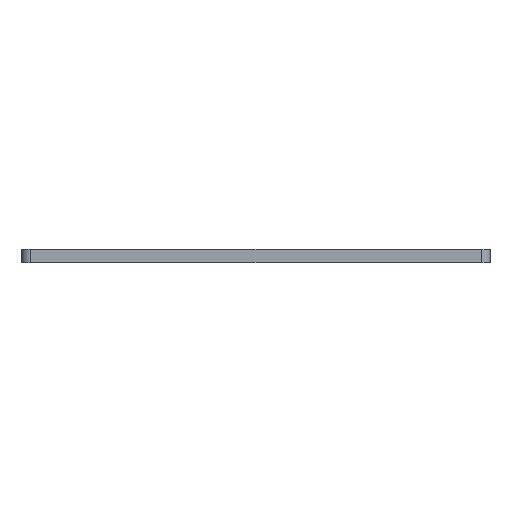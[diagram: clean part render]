
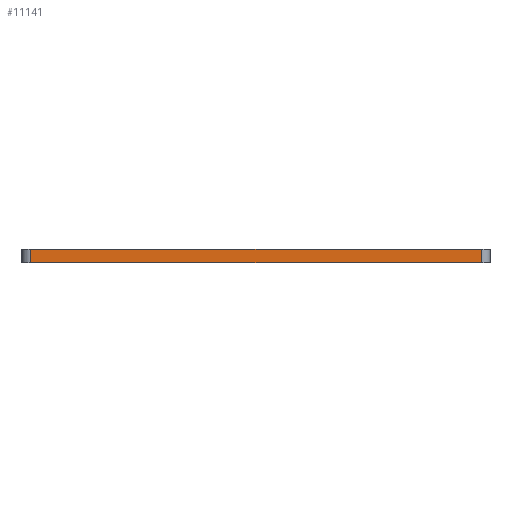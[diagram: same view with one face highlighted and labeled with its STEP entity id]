
A CAD part, left-side view. The second image highlights one B-rep face of the part: STEP entity #11141.
In plain terms, the highlighted planar face has unit normal (-1, 0, 0).
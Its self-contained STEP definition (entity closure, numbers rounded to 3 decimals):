
#967=PLANE('',#12601);
#1454=FACE_OUTER_BOUND('',#1941,.T.);
#1941=EDGE_LOOP('',(#9209,#9210,#9211,#9212));
#3357=LINE('',#18827,#3864);
#3390=LINE('',#18902,#3897);
#3391=LINE('',#18904,#3898);
#3392=LINE('',#18905,#3899);
#3864=VECTOR('',#15914,10.);
#3897=VECTOR('',#15981,10.);
#3898=VECTOR('',#15984,10.);
#3899=VECTOR('',#15985,10.);
#5791=VERTEX_POINT('',#18824);
#5792=VERTEX_POINT('',#18826);
#5816=VERTEX_POINT('',#18898);
#5817=VERTEX_POINT('',#18900);
#7232=EDGE_CURVE('',#5791,#5792,#3357,.T.);
#7270=EDGE_CURVE('',#5816,#5817,#3390,.T.);
#7271=EDGE_CURVE('',#5791,#5816,#3391,.T.);
#7272=EDGE_CURVE('',#5792,#5817,#3392,.T.);
#9209=ORIENTED_EDGE('',*,*,#7271,.T.);
#9210=ORIENTED_EDGE('',*,*,#7270,.T.);
#9211=ORIENTED_EDGE('',*,*,#7272,.F.);
#9212=ORIENTED_EDGE('',*,*,#7232,.F.);
#11141=ADVANCED_FACE('',(#1454),#967,.T.);
#12601=AXIS2_PLACEMENT_3D('',#18903,#15982,#15983);
#15914=DIRECTION('',(0.,0.,1.));
#15981=DIRECTION('',(0.,0.,1.));
#15982=DIRECTION('center_axis',(-1.,0.,0.));
#15983=DIRECTION('ref_axis',(0.,-1.,0.));
#15984=DIRECTION('',(0.,-1.,0.));
#15985=DIRECTION('',(0.,-1.,0.));
#18824=CARTESIAN_POINT('',(0.,52.34,0.));
#18826=CARTESIAN_POINT('',(0.,52.34,1.57));
#18827=CARTESIAN_POINT('',(0.,52.34,0.));
#18898=CARTESIAN_POINT('',(0.,1.,0.));
#18900=CARTESIAN_POINT('',(0.,1.,1.57));
#18902=CARTESIAN_POINT('',(0.,1.,0.));
#18903=CARTESIAN_POINT('Origin',(0.,52.34,0.));
#18904=CARTESIAN_POINT('',(0.,52.34,0.));
#18905=CARTESIAN_POINT('',(0.,52.34,1.57));
